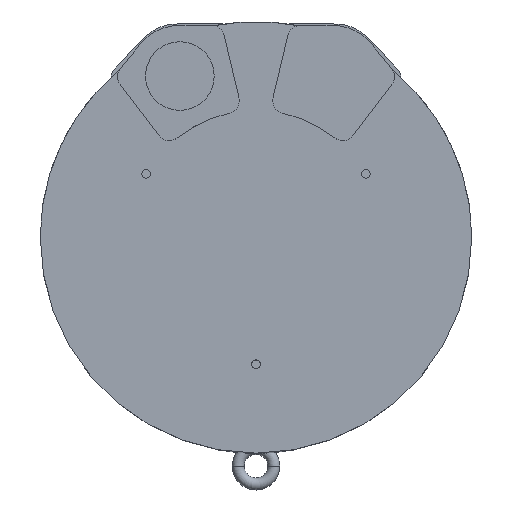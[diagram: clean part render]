
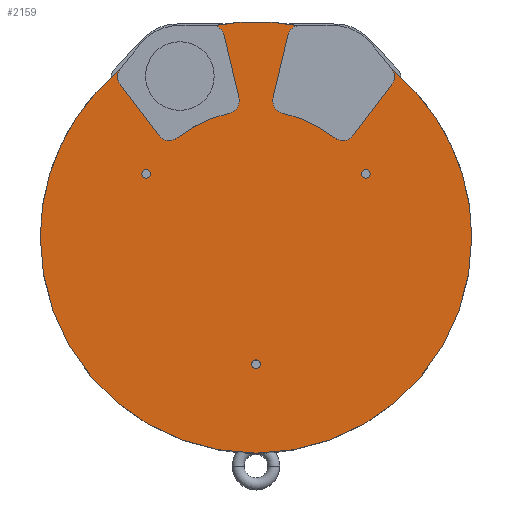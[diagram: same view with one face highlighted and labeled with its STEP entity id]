
A CAD part, top view. The second image highlights one B-rep face of the part: STEP entity #2159.
In plain terms, the highlighted planar face has unit normal (0, 0, 1).
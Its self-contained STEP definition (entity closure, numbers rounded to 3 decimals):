
#23=CARTESIAN_POINT('',(-99.158,126.609,102.54));
#24=DIRECTION('',(0.,0.,1.));
#25=DIRECTION('',(-0.884,0.468,0.));
#26=AXIS2_PLACEMENT_3D('',#23,#24,#25);
#28=DIRECTION('',(0.606,-0.796,0.));
#29=VECTOR('',#28,50.824);
#30=CARTESIAN_POINT('',(-107.114,120.55,102.54));
#31=LINE('',#30,#29);
#32=CARTESIAN_POINT('',(-68.368,86.173,102.54));
#33=DIRECTION('',(0.,0.,1.));
#34=DIRECTION('',(-0.796,-0.606,0.));
#35=AXIS2_PLACEMENT_3D('',#32,#33,#34);
#37=CARTESIAN_POINT('',(0.,0.,102.54));
#38=DIRECTION('',(0.,0.,1.));
#39=DIRECTION('',(-0.21,0.978,0.));
#40=AXIS2_PLACEMENT_3D('',#37,#38,#39);
#42=CARTESIAN_POINT('',(-23.148,107.537,102.54));
#43=DIRECTION('',(0.,0.,1.));
#44=DIRECTION('',(0.21,-0.978,0.));
#45=AXIS2_PLACEMENT_3D('',#42,#43,#44);
#47=DIRECTION('',(-0.23,0.973,0.));
#48=VECTOR('',#47,50.824);
#49=CARTESIAN_POINT('',(-13.416,109.835,102.54));
#50=LINE('',#49,#48);
#51=CARTESIAN_POINT('',(-34.83,157.,102.54));
#52=DIRECTION('',(0.,0.,1.));
#53=DIRECTION('',(0.973,0.23,0.));
#54=AXIS2_PLACEMENT_3D('',#51,#52,#53);
#56=CARTESIAN_POINT('',(0.,0.,102.54));
#57=DIRECTION('',(0.,0.,1.));
#58=DIRECTION('',(0.193,0.981,0.));
#59=AXIS2_PLACEMENT_3D('',#56,#57,#58);
#61=CARTESIAN_POINT('',(34.826,157.004,102.54));
#62=DIRECTION('',(0.,0.,1.));
#63=DIRECTION('',(-0.199,0.98,0.));
#64=AXIS2_PLACEMENT_3D('',#61,#62,#63);
#66=DIRECTION('',(-0.23,-0.973,0.));
#67=VECTOR('',#66,50.832);
#68=CARTESIAN_POINT('',(25.098,159.302,102.54));
#69=LINE('',#68,#67);
#70=CARTESIAN_POINT('',(23.142,107.533,102.54));
#71=DIRECTION('',(0.,0.,1.));
#72=DIRECTION('',(-0.973,0.23,0.));
#73=AXIS2_PLACEMENT_3D('',#70,#71,#72);
#75=CARTESIAN_POINT('',(0.,0.,102.54));
#76=DIRECTION('',(0.,0.,1.));
#77=DIRECTION('',(0.622,0.783,0.));
#78=AXIS2_PLACEMENT_3D('',#75,#76,#77);
#80=CARTESIAN_POINT('',(68.369,86.166,102.54));
#81=DIRECTION('',(0.,0.,1.));
#82=DIRECTION('',(-0.622,-0.783,0.));
#83=AXIS2_PLACEMENT_3D('',#80,#81,#82);
#85=DIRECTION('',(0.606,0.796,0.));
#86=VECTOR('',#85,50.832);
#87=CARTESIAN_POINT('',(76.321,80.111,102.54));
#88=LINE('',#87,#86);
#89=CARTESIAN_POINT('',(99.164,126.609,102.54));
#90=DIRECTION('',(0.,0.,1.));
#91=DIRECTION('',(0.796,-0.606,0.));
#92=AXIS2_PLACEMENT_3D('',#89,#90,#91);
#94=CARTESIAN_POINT('',(0.,0.,102.54));
#95=DIRECTION('',(0.,0.,1.));
#96=DIRECTION('',(1.,0.,0.));
#97=AXIS2_PLACEMENT_3D('',#94,#95,#96);
#99=CARTESIAN_POINT('',(0.,0.,102.54));
#100=DIRECTION('',(0.,0.,1.));
#101=DIRECTION('',(-1.,0.,0.));
#102=AXIS2_PLACEMENT_3D('',#99,#100,#101);
#104=CARTESIAN_POINT('',(0.,0.,102.54));
#105=DIRECTION('',(0.,0.,1.));
#106=DIRECTION('',(-0.635,0.772,0.));
#107=AXIS2_PLACEMENT_3D('',#104,#105,#106);
#109=CARTESIAN_POINT('',(86.603,50.,102.54));
#110=DIRECTION('',(0.,0.,1.));
#111=DIRECTION('',(1.,0.,0.));
#112=AXIS2_PLACEMENT_3D('',#109,#110,#111);
#114=CARTESIAN_POINT('',(86.603,50.,102.54));
#115=DIRECTION('',(0.,0.,1.));
#116=DIRECTION('',(-1.,0.,0.));
#117=AXIS2_PLACEMENT_3D('',#114,#115,#116);
#119=CARTESIAN_POINT('',(-86.603,50.,102.54));
#120=DIRECTION('',(0.,0.,1.));
#121=DIRECTION('',(1.,0.,0.));
#122=AXIS2_PLACEMENT_3D('',#119,#120,#121);
#124=CARTESIAN_POINT('',(-86.603,50.,102.54));
#125=DIRECTION('',(0.,0.,1.));
#126=DIRECTION('',(-1.,0.,0.));
#127=AXIS2_PLACEMENT_3D('',#124,#125,#126);
#129=CARTESIAN_POINT('',(0.,-100.,102.54));
#130=DIRECTION('',(0.,0.,1.));
#131=DIRECTION('',(1.,0.,0.));
#132=AXIS2_PLACEMENT_3D('',#129,#130,#131);
#134=CARTESIAN_POINT('',(0.,-100.,102.54));
#135=DIRECTION('',(0.,0.,1.));
#136=DIRECTION('',(-1.,0.,0.));
#137=AXIS2_PLACEMENT_3D('',#134,#135,#136);
#1648=CARTESIAN_POINT('',(-170.,0.,102.54));
#1649=CARTESIAN_POINT('',(170.,0.,102.54));
#1650=VERTEX_POINT('',#1648);
#1651=VERTEX_POINT('',#1649);
#1812=CARTESIAN_POINT('',(107.116,120.553,102.54));
#1813=CARTESIAN_POINT('',(107.996,131.289,102.54));
#1814=VERTEX_POINT('',#1812);
#1815=VERTEX_POINT('',#1813);
#1816=CARTESIAN_POINT('',(32.833,166.799,102.54));
#1817=CARTESIAN_POINT('',(25.098,159.302,102.54));
#1818=VERTEX_POINT('',#1816);
#1819=VERTEX_POINT('',#1817);
#1820=CARTESIAN_POINT('',(13.415,109.831,102.54));
#1821=VERTEX_POINT('',#1820);
#1822=CARTESIAN_POINT('',(21.039,97.762,102.54));
#1823=VERTEX_POINT('',#1822);
#1824=CARTESIAN_POINT('',(62.156,78.336,102.54));
#1825=VERTEX_POINT('',#1824);
#1826=CARTESIAN_POINT('',(76.321,80.111,102.54));
#1827=VERTEX_POINT('',#1826);
#1868=CARTESIAN_POINT('',(-107.995,131.29,102.54));
#1869=CARTESIAN_POINT('',(-107.114,120.55,102.54));
#1870=VERTEX_POINT('',#1868);
#1871=VERTEX_POINT('',#1869);
#1872=CARTESIAN_POINT('',(-76.324,80.115,102.54));
#1873=VERTEX_POINT('',#1872);
#1874=CARTESIAN_POINT('',(-62.153,78.339,102.54));
#1875=VERTEX_POINT('',#1874);
#1876=CARTESIAN_POINT('',(-21.044,97.761,102.54));
#1877=VERTEX_POINT('',#1876);
#1878=CARTESIAN_POINT('',(-13.416,109.835,102.54));
#1879=VERTEX_POINT('',#1878);
#1880=CARTESIAN_POINT('',(-25.098,159.298,102.54));
#1881=VERTEX_POINT('',#1880);
#1882=CARTESIAN_POINT('',(-32.835,166.799,102.54));
#1883=VERTEX_POINT('',#1882);
#1900=CARTESIAN_POINT('',(90.003,50.,102.54));
#1901=CARTESIAN_POINT('',(83.203,50.,102.54));
#1902=VERTEX_POINT('',#1900);
#1903=VERTEX_POINT('',#1901);
#1904=CARTESIAN_POINT('',(-83.203,50.,102.54));
#1905=CARTESIAN_POINT('',(-90.003,50.,102.54));
#1906=VERTEX_POINT('',#1904);
#1907=VERTEX_POINT('',#1905);
#1908=CARTESIAN_POINT('',(3.4,-100.,102.54));
#1909=CARTESIAN_POINT('',(-3.4,-100.,102.54));
#1910=VERTEX_POINT('',#1908);
#1911=VERTEX_POINT('',#1909);
#2098=CARTESIAN_POINT('',(0.,0.,102.54));
#2099=DIRECTION('',(0.,0.,1.));
#2100=DIRECTION('',(1.,0.,0.));
#2101=AXIS2_PLACEMENT_3D('',#2098,#2099,#2100);
#2102=PLANE('',#2101);
#2104=ORIENTED_EDGE('',*,*,#2103,.T.);
#2106=ORIENTED_EDGE('',*,*,#2105,.T.);
#2108=ORIENTED_EDGE('',*,*,#2107,.T.);
#2110=ORIENTED_EDGE('',*,*,#2109,.F.);
#2112=ORIENTED_EDGE('',*,*,#2111,.T.);
#2114=ORIENTED_EDGE('',*,*,#2113,.T.);
#2116=ORIENTED_EDGE('',*,*,#2115,.T.);
#2118=ORIENTED_EDGE('',*,*,#2117,.F.);
#2120=ORIENTED_EDGE('',*,*,#2119,.T.);
#2122=ORIENTED_EDGE('',*,*,#2121,.T.);
#2124=ORIENTED_EDGE('',*,*,#2123,.T.);
#2126=ORIENTED_EDGE('',*,*,#2125,.F.);
#2128=ORIENTED_EDGE('',*,*,#2127,.T.);
#2130=ORIENTED_EDGE('',*,*,#2129,.T.);
#2132=ORIENTED_EDGE('',*,*,#2131,.T.);
#2134=ORIENTED_EDGE('',*,*,#2133,.F.);
#2136=ORIENTED_EDGE('',*,*,#2135,.F.);
#2138=ORIENTED_EDGE('',*,*,#2137,.F.);
#2139=EDGE_LOOP('',(#2104,#2106,#2108,#2110,#2112,#2114,#2116,#2118,#2120,#2122,
#2124,#2126,#2128,#2130,#2132,#2134,#2136,#2138));
#2140=FACE_OUTER_BOUND('',#2139,.F.);
#2142=ORIENTED_EDGE('',*,*,#2141,.T.);
#2144=ORIENTED_EDGE('',*,*,#2143,.T.);
#2145=EDGE_LOOP('',(#2142,#2144));
#2146=FACE_BOUND('',#2145,.F.);
#2148=ORIENTED_EDGE('',*,*,#2147,.T.);
#2150=ORIENTED_EDGE('',*,*,#2149,.T.);
#2151=EDGE_LOOP('',(#2148,#2150));
#2152=FACE_BOUND('',#2151,.F.);
#2154=ORIENTED_EDGE('',*,*,#2153,.T.);
#2156=ORIENTED_EDGE('',*,*,#2155,.T.);
#2157=EDGE_LOOP('',(#2154,#2156));
#2158=FACE_BOUND('',#2157,.F.);
#2159=ADVANCED_FACE('',(#2140,#2146,#2152,#2158),#2102,.T.);
#27=CIRCLE('',#26,10.);
#36=CIRCLE('',#35,10.);
#41=CIRCLE('',#40,100.);
#46=CIRCLE('',#45,10.);
#55=CIRCLE('',#54,10.);
#60=CIRCLE('',#59,170.);
#65=CIRCLE('',#64,9.996);
#74=CIRCLE('',#73,9.995);
#79=CIRCLE('',#78,100.);
#84=CIRCLE('',#83,9.995);
#93=CIRCLE('',#92,9.996);
#98=CIRCLE('',#97,170.);
#103=CIRCLE('',#102,170.);
#108=CIRCLE('',#107,170.);
#113=CIRCLE('',#112,3.4);
#118=CIRCLE('',#117,3.4);
#123=CIRCLE('',#122,3.4);
#128=CIRCLE('',#127,3.4);
#133=CIRCLE('',#132,3.4);
#138=CIRCLE('',#137,3.4);
#2103=EDGE_CURVE('',#1870,#1871,#27,.T.);
#2105=EDGE_CURVE('',#1871,#1873,#31,.T.);
#2107=EDGE_CURVE('',#1873,#1875,#36,.T.);
#2109=EDGE_CURVE('',#1877,#1875,#41,.T.);
#2111=EDGE_CURVE('',#1877,#1879,#46,.T.);
#2113=EDGE_CURVE('',#1879,#1881,#50,.T.);
#2115=EDGE_CURVE('',#1881,#1883,#55,.T.);
#2117=EDGE_CURVE('',#1818,#1883,#60,.T.);
#2119=EDGE_CURVE('',#1818,#1819,#65,.T.);
#2121=EDGE_CURVE('',#1819,#1821,#69,.T.);
#2123=EDGE_CURVE('',#1821,#1823,#74,.T.);
#2125=EDGE_CURVE('',#1825,#1823,#79,.T.);
#2127=EDGE_CURVE('',#1825,#1827,#84,.T.);
#2129=EDGE_CURVE('',#1827,#1814,#88,.T.);
#2131=EDGE_CURVE('',#1814,#1815,#93,.T.);
#2133=EDGE_CURVE('',#1651,#1815,#98,.T.);
#2135=EDGE_CURVE('',#1650,#1651,#103,.T.);
#2137=EDGE_CURVE('',#1870,#1650,#108,.T.);
#2141=EDGE_CURVE('',#1902,#1903,#113,.T.);
#2143=EDGE_CURVE('',#1903,#1902,#118,.T.);
#2147=EDGE_CURVE('',#1906,#1907,#123,.T.);
#2149=EDGE_CURVE('',#1907,#1906,#128,.T.);
#2153=EDGE_CURVE('',#1910,#1911,#133,.T.);
#2155=EDGE_CURVE('',#1911,#1910,#138,.T.);
